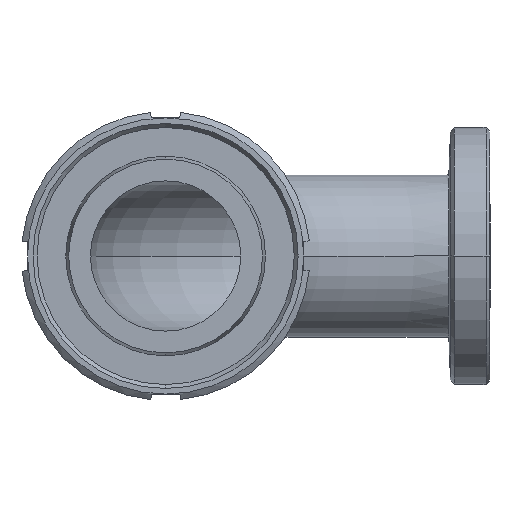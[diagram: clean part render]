
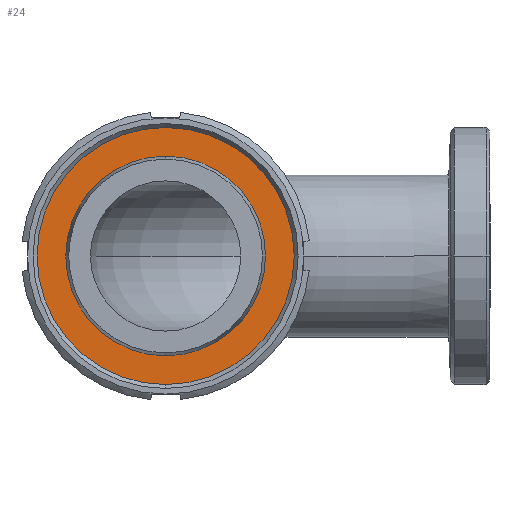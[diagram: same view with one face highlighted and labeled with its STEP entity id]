
A CAD part, front view. The second image highlights one B-rep face of the part: STEP entity #24.
In plain terms, the highlighted planar face has unit normal (0, -1, 0).
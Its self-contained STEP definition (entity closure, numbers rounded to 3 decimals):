
#15 = AXIS2_PLACEMENT_3D ( 'NONE', #1183, #2028, #358 ) ;
#24 = ADVANCED_FACE ( 'NONE', ( #2100, #458 ), #958, .T. ) ;
#117 = DIRECTION ( 'NONE',  ( 0., 0., -1. ) ) ;
#261 = AXIS2_PLACEMENT_3D ( 'NONE', #1130, #1782, #117 ) ;
#358 = DIRECTION ( 'NONE',  ( 0., 0., 1. ) ) ;
#398 = VERTEX_POINT ( 'NONE', #945 ) ;
#437 = AXIS2_PLACEMENT_3D ( 'NONE', #1500, #1482, #1806 ) ;
#458 = FACE_OUTER_BOUND ( 'NONE', #776, .T. ) ;
#521 = ORIENTED_EDGE ( 'NONE', *, *, #1370, .T. ) ;
#531 = EDGE_CURVE ( 'NONE', #398, #749, #1402, .T. ) ;
#711 = CARTESIAN_POINT ( 'NONE',  ( 0., 3.01, 20.52 ) ) ;
#716 = CARTESIAN_POINT ( 'NONE',  ( 0., 3.01, -20.52 ) ) ;
#749 = VERTEX_POINT ( 'NONE', #915 ) ;
#756 = EDGE_CURVE ( 'NONE', #2114, #1510, #1715, .T. ) ;
#776 = EDGE_LOOP ( 'NONE', ( #1384, #1749 ) ) ;
#893 = AXIS2_PLACEMENT_3D ( 'NONE', #1811, #1537, #902 ) ;
#902 = DIRECTION ( 'NONE',  ( 0., 0., 1. ) ) ;
#915 = CARTESIAN_POINT ( 'NONE',  ( 0., 3.01, 33.5 ) ) ;
#945 = CARTESIAN_POINT ( 'NONE',  ( 0., 3.01, -33.5 ) ) ;
#958 = PLANE ( 'NONE',  #261 ) ;
#1130 = CARTESIAN_POINT ( 'NONE',  ( -20.52, 3.01, 0. ) ) ;
#1183 = CARTESIAN_POINT ( 'NONE',  ( 0., 3.01, 0. ) ) ;
#1370 = EDGE_CURVE ( 'NONE', #1510, #2114, #1481, .T. ) ;
#1384 = ORIENTED_EDGE ( 'NONE', *, *, #2158, .F. ) ;
#1402 = CIRCLE ( 'NONE', #437, 33.5 ) ;
#1446 = CIRCLE ( 'NONE', #15, 33.5 ) ;
#1469 = ORIENTED_EDGE ( 'NONE', *, *, #756, .T. ) ;
#1481 = CIRCLE ( 'NONE', #893, 20.52 ) ;
#1482 = DIRECTION ( 'NONE',  ( 0., 1., 0. ) ) ;
#1500 = CARTESIAN_POINT ( 'NONE',  ( 0., 3.01, 0. ) ) ;
#1510 = VERTEX_POINT ( 'NONE', #711 ) ;
#1537 = DIRECTION ( 'NONE',  ( 0., 1., 0. ) ) ;
#1675 = CARTESIAN_POINT ( 'NONE',  ( 0., 3.01, 0. ) ) ;
#1715 = CIRCLE ( 'NONE', #1784, 20.52 ) ;
#1749 = ORIENTED_EDGE ( 'NONE', *, *, #531, .F. ) ;
#1782 = DIRECTION ( 'NONE',  ( 0., -1., 0. ) ) ;
#1784 = AXIS2_PLACEMENT_3D ( 'NONE', #1675, #1900, #1844 ) ;
#1806 = DIRECTION ( 'NONE',  ( 0., 0., 1. ) ) ;
#1811 = CARTESIAN_POINT ( 'NONE',  ( 0., 3.01, 0. ) ) ;
#1844 = DIRECTION ( 'NONE',  ( 0., 0., 1. ) ) ;
#1900 = DIRECTION ( 'NONE',  ( 0., 1., 0. ) ) ;
#2003 = EDGE_LOOP ( 'NONE', ( #521, #1469 ) ) ;
#2028 = DIRECTION ( 'NONE',  ( 0., 1., 0. ) ) ;
#2100 = FACE_BOUND ( 'NONE', #2003, .T. ) ;
#2114 = VERTEX_POINT ( 'NONE', #716 ) ;
#2158 = EDGE_CURVE ( 'NONE', #749, #398, #1446, .T. ) ;
